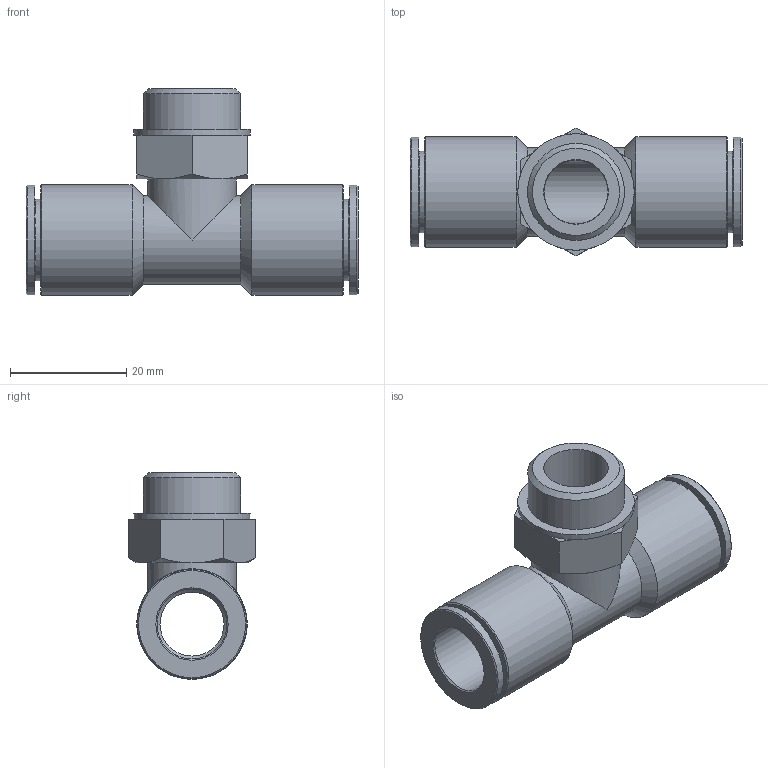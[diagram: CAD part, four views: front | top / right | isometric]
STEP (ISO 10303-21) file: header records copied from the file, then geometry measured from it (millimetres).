
FILE_DESCRIPTION(/* description */ ('STEP AP214'),/* implementation_level */ '2;1');
FILE_NAME(/* name */ '578401_NPQH-T-G38-Q12-P10',/* time_stamp */ '2024-09-13T05:32:08+02:00',/* author */ ('License CC BY-ND 4.0'),/* organization */ ('CADENAS'),/* preprocessor_version */ 'ST-DEVELOPER v19.3',/* originating_system */ 'PARTsolutions',/* authorisation */ ' ');
FILE_SCHEMA (('AUTOMOTIVE_DESIGN {1 0 10303 214 3 1 1}'));
Length unit declared in the file: millimetre
Products named in the file (1): 578401 NPQH-T-G38-Q12-P10
Bounding box: 57 x 21.94 x 35.5 mm (x, y, z)
Volume: 10681.1 mm3; surface area: 8081.3 mm2
Topology: 1 solids, 1 shells, 62 faces, 125 edges, 73 vertices
Faces by surface type: plane 28, cone 19, cylinder 15
Full cylindrical faces by diameter (mm): 11 x2, 11.108 x1, 12 x2, 14 x2, 15.2 x2, 16.662 x1, 18.8 x2, 19 x2, 20 x1
Entity records: 1482 total; most frequent: DIRECTION 266, CARTESIAN_POINT 263, ORIENTED_EDGE 188, AXIS2_PLACEMENT_3D 121, EDGE_LOOP 102, FACE_BOUND 102, EDGE_CURVE 94, VERTEX_POINT 70
